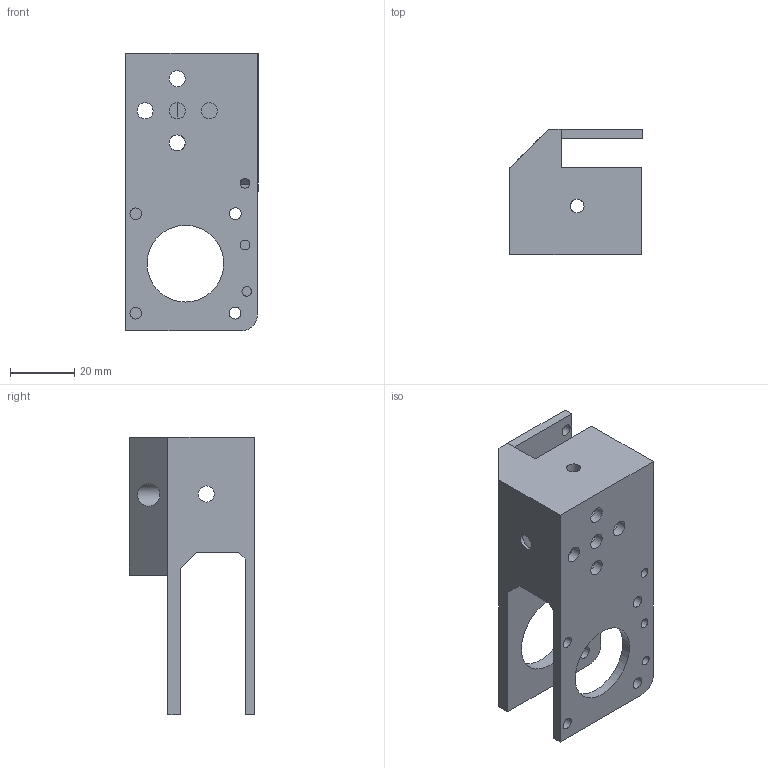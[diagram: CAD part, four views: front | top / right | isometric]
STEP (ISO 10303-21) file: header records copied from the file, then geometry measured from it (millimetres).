
FILE_DESCRIPTION(/* description */ (''),/* implementation_level */ '2;1');
FILE_NAME(/* name */ 'ATC_Y_AXIS_MOTOR_MOUNT_1x.step',/* time_stamp */ '2021-01-07T02:12:31+01:00',/* author */ (''),/* organization */ (''),/* preprocessor_version */ 'ST-DEVELOPER v18.1',/* originating_system */ 'Autodesk Translation Framework v9.7.0.1280',/* authorisation */ '');
FILE_SCHEMA (('AUTOMOTIVE_DESIGN { 1 0 10303 214 3 1 1 }'));
Length unit declared in the file: millimetre
Products named in the file (1): ATC_Y_AXIS_MOTOR_MOUNT_1x
Bounding box: 41.26 x 39.11 x 86.59 mm (x, y, z)
Volume: 34690.4 mm3; surface area: 21638.1 mm2
Topology: 1 solids, 1 shells, 89 faces, 268 edges, 176 vertices
Faces by surface type: plane 62, cylinder 27
Full cylindrical faces by diameter (mm): 3 x3, 3.575 x2, 3.606 x1, 3.614 x1, 3.701 x1, 3.705 x1, 4 x3, 4.3 x2, 5 x6, 6 x2, 7 x1, 23.933 x1, 25 x1
Entity records: 3150 total; most frequent: ORIENTED_EDGE 536, CARTESIAN_POINT 534, DIRECTION 516, EDGE_CURVE 268, LINE 200, VECTOR 200, VERTEX_POINT 176, AXIS2_PLACEMENT_3D 158
